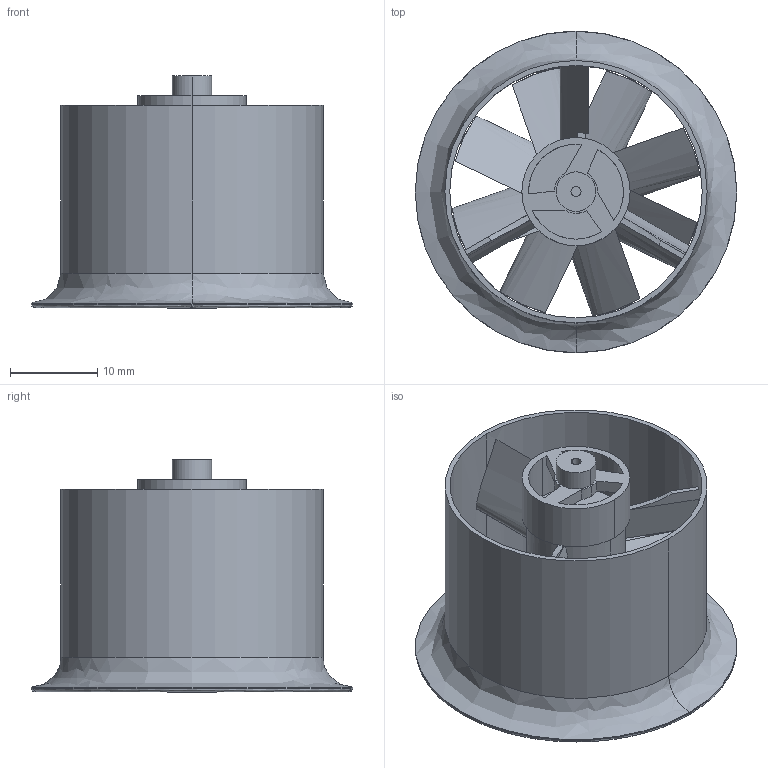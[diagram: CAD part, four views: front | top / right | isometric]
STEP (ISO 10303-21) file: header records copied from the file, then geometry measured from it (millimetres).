
FILE_DESCRIPTION (( 'STEP AP203' ), '1' );
FILE_NAME ('EDF.step', '2017-05-29T21:37:30', ( '' ), ( '' ), 'SwSTEP 2.0', 'SolidWorks 2017', '' );
FILE_SCHEMA (( 'CONFIG_CONTROL_DESIGN' ));
Length unit declared in the file: millimetre
Products named in the file (4): EDF2; EDF1; EDF3; EDF
Assembly tree (3 placements, depth 2):
  EDF
    EDF1
    EDF2
    EDF3
Bounding box: 36.78 x 36.78 x 26.53 mm (x, y, z)
Volume: 3921.6 mm3; surface area: 7898.5 mm2
Topology: 3 solids, 3 shells, 100 faces, 267 edges, 170 vertices
Faces by surface type: bspline 42, cylinder 38, plane 20
Entity records: 5516 total; most frequent: CARTESIAN_POINT 2803, ORIENTED_EDGE 534, DIRECTION 412, EDGE_CURVE 267, VERTEX_POINT 170, AXIS2_PLACEMENT_3D 161, EDGE_LOOP 111, ADVANCED_FACE 100
